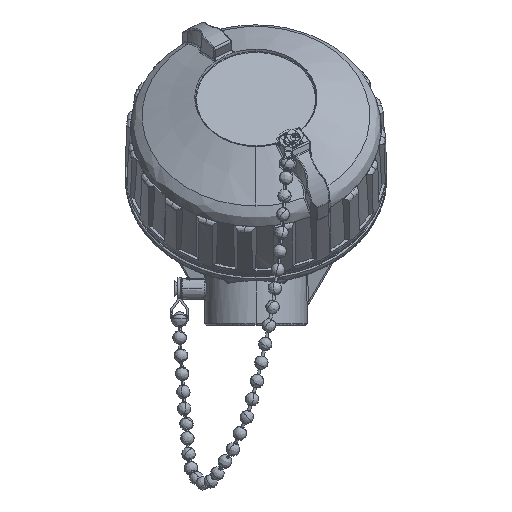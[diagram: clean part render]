
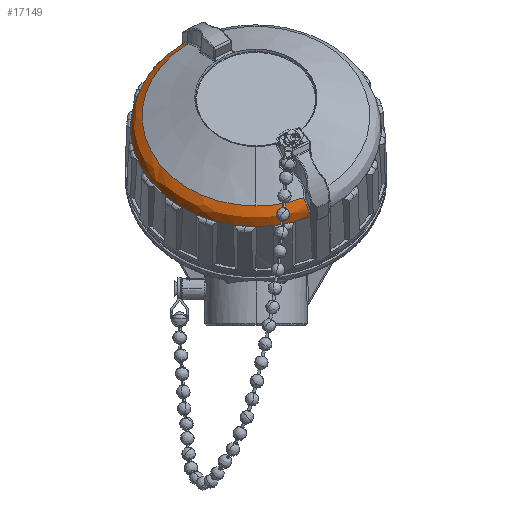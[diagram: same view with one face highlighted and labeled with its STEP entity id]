
A CAD part, left-side view. The second image highlights one B-rep face of the part: STEP entity #17149.
In plain terms, the highlighted free-form (B-spline) face has degree [3, 3] with [4, 4] control points.
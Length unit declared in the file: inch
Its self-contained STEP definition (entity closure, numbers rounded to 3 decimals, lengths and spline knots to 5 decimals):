
#568 = CARTESIAN_POINT ( 'NONE',  ( -4.21052, -0.71957, -0.67803 ) ) ;
#749 = CARTESIAN_POINT ( 'NONE',  ( -2.53168, 0.98094, 1.56957 ) ) ;
#1210 = DIRECTION ( 'NONE',  ( -0.317, 0.857, -0.406 ) ) ;
#2487 = CARTESIAN_POINT ( 'NONE',  ( -3.28159, 0.00015, 0.48508 ) ) ;
#3056 = CARTESIAN_POINT ( 'NONE',  ( -5.08455, 1.75743, -1.50354 ) ) ;
#4378 = EDGE_CURVE ( 'NONE', #13037, #24448, #40735, .T. ) ;
#4671 = CARTESIAN_POINT ( 'NONE',  ( -4.32147, -0.64442, -0.46903 ) ) ;
#5531 = CARTESIAN_POINT ( 'NONE',  ( -3.28159, 0.00015, 0.48508 ) ) ;
#5763 = CARTESIAN_POINT ( 'NONE',  ( -4.25524, -0.70306, -0.63649 ) ) ;
#6848 = DIRECTION ( 'NONE',  ( 0.788, 0., -0.616 ) ) ;
#6887 = CARTESIAN_POINT ( 'NONE',  ( -4.1902, -0.74635, -0.67789 ) ) ;
#7108 = CARTESIAN_POINT ( 'NONE',  ( -3.47807, 0.00015, 0.63859 ) ) ;
#7253 = VERTEX_POINT ( 'NONE', #36402 ) ;
#9604 = CARTESIAN_POINT ( 'NONE',  ( -4.31916, -0.62899, -0.43796 ) ) ;
#10039 = EDGE_CURVE ( 'NONE', #38981, #7253, #37656, .T. ) ;
#10166 = CARTESIAN_POINT ( 'NONE',  ( -4.30438, -0.67873, -0.41903 ) ) ;
#10345 = ORIENTED_EDGE ( 'NONE', *, *, #47935, .T. ) ;
#10362 = AXIS2_PLACEMENT_3D ( 'NONE', #48462, #6848, #52280 ) ;
#10446 = CARTESIAN_POINT ( 'NONE',  ( -4.31303, -0.72009, -0.51604 ) ) ;
#10650 = DIRECTION ( 'NONE',  ( -0.528, -0.515, -0.675 ) ) ;
#10742 = VERTEX_POINT ( 'NONE', #22355 ) ;
#10924 = CARTESIAN_POINT ( 'NONE',  ( -4.29982, 0.00015, -0.8182 ) ) ;
#10979 = CARTESIAN_POINT ( 'NONE',  ( -2.44981, 0.9541, 1.54972 ) ) ;
#11509 = AXIS2_PLACEMENT_3D ( 'NONE', #2487, #31244, #1210 ) ;
#12536 = B_SPLINE_CURVE_WITH_KNOTS ( 'NONE', 3,
 ( #25217, #25484, #33961, #42197, #4671, #50658 ),
 .UNSPECIFIED., .F., .F.,
 ( 4, 2, 4 ),
 ( 0., 0.5, 1. ),
 .UNSPECIFIED. ) ;
#13037 = VERTEX_POINT ( 'NONE', #9604 ) ;
#13197 = DIRECTION ( 'NONE',  ( -0.317, 0.857, -0.406 ) ) ;
#14567 = CARTESIAN_POINT ( 'NONE',  ( -2.68004, 0.94216, 1.59505 ) ) ;
#14615 = VERTEX_POINT ( 'NONE', #26595 ) ;
#15090 = CARTESIAN_POINT ( 'NONE',  ( -3.65095, 3.00547, 0.41731 ) ) ;
#17149 = ADVANCED_FACE ( 'NONE', ( #48231 ), #35909, .T. ) ;
#17806 = CARTESIAN_POINT ( 'NONE',  ( -4.24465, -0.70897, -0.64696 ) ) ;
#18090 = CARTESIAN_POINT ( 'NONE',  ( -2.74175, 0.91221, 1.58103 ) ) ;
#18346 = DIRECTION ( 'NONE',  ( 0.788, 0., -0.616 ) ) ;
#18665 = CARTESIAN_POINT ( 'NONE',  ( -5.03159, 1.65652, -1.34983 ) ) ;
#19206 = CARTESIAN_POINT ( 'NONE',  ( -5.06937, 1.81744, -1.63142 ) ) ;
#20895 = CARTESIAN_POINT ( 'NONE',  ( -4.40407, 0.00015, -0.54663 ) ) ;
#21059 = EDGE_CURVE ( 'NONE', #47980, #10742, #43118, .T. ) ;
#21552 = CARTESIAN_POINT ( 'NONE',  ( -2.47327, 0.9778, 1.54554 ) ) ;
#21825 = CARTESIAN_POINT ( 'NONE',  ( -2.54729, 0.98255, 1.57226 ) ) ;
#22355 = CARTESIAN_POINT ( 'NONE',  ( -4.26496, -0.69569, -0.62626 ) ) ;
#22523 = CARTESIAN_POINT ( 'NONE',  ( -2.74175, 0.91221, 1.58103 ) ) ;
#24448 = VERTEX_POINT ( 'NONE', #20895 ) ;
#25217 = CARTESIAN_POINT ( 'NONE',  ( -4.26496, -0.69569, -0.62626 ) ) ;
#25484 = CARTESIAN_POINT ( 'NONE',  ( -4.28493, -0.68995, -0.59721 ) ) ;
#26373 = CARTESIAN_POINT ( 'NONE',  ( -2.61389, 0.96618, 1.59224 ) ) ;
#26595 = CARTESIAN_POINT ( 'NONE',  ( -2.46037, 0.97794, 1.5362 ) ) ;
#26643 = CARTESIAN_POINT ( 'NONE',  ( -2.57996, 0.97589, 1.58505 ) ) ;
#26884 = CARTESIAN_POINT ( 'NONE',  ( -2.53499, 0.95197, 1.61244 ) ) ;
#27682 = CARTESIAN_POINT ( 'NONE',  ( -3.47169, 3.30483, 0.24176 ) ) ;
#27965 = CARTESIAN_POINT ( 'NONE',  ( -2.72163, 0.86769, 1.60678 ) ) ;
#28815 = B_SPLINE_CURVE_WITH_KNOTS ( 'NONE', 3,
 ( #34423, #21552, #42910, #38261, #749, #21825 ),
 .UNSPECIFIED., .F., .F.,
 ( 4, 2, 4 ),
 ( -0.00027, 0.00093, 0.00213 ),
 .UNSPECIFIED. ) ;
#29270 = ORIENTED_EDGE ( 'NONE', *, *, #52007, .T. ) ;
#30777 = CIRCLE ( 'NONE', #11509, 1.65388 ) ;
#31244 = DIRECTION ( 'NONE',  ( 0.788, 0., -0.616 ) ) ;
#31770 = ORIENTED_EDGE ( 'NONE', *, *, #10039, .T. ) ;
#31805 = CARTESIAN_POINT ( 'NONE',  ( -4.2715, -0.74468, -0.61019 ) ) ;
#33288 = ORIENTED_EDGE ( 'NONE', *, *, #21059, .T. ) ;
#33961 = CARTESIAN_POINT ( 'NONE',  ( -4.29982, -0.68105, -0.56565 ) ) ;
#34423 = CARTESIAN_POINT ( 'NONE',  ( -2.46037, 0.97794, 1.5362 ) ) ;
#35909 =( BOUNDED_SURFACE ( )  B_SPLINE_SURFACE ( 3, 3, ( 
 ( #27965, #15090, #18665, #10166 ),
 ( #43862, #52592, #3056, #10446 ),
 ( #26884, #40584, #19206, #31805 ),
 ( #10979, #27682, #44399, #6887 ) ),
 .UNSPECIFIED., .F., .F., .T. ) 
 B_SPLINE_SURFACE_WITH_KNOTS ( ( 4, 4 ),
 ( 4, 4 ),
 ( 0., 1. ),
 ( 0., 1. ),
 .UNSPECIFIED. ) 
 GEOMETRIC_REPRESENTATION_ITEM ( )  RATIONAL_B_SPLINE_SURFACE ( (
 ( 1., 0.382, 0.382, 1.),
 ( 0.916, 0.35, 0.35, 0.916),
 ( 0.916, 0.35, 0.35, 0.916),
 ( 1., 0.382, 0.382, 1.) ) ) 
 REPRESENTATION_ITEM ( '' )  SURFACE ( )  );
#36402 = CARTESIAN_POINT ( 'NONE',  ( -2.54729, 0.98255, 1.57226 ) ) ;
#36565 = EDGE_CURVE ( 'NONE', #14615, #7253, #28815, .T. ) ;
#37656 = B_SPLINE_CURVE_WITH_KNOTS ( 'NONE', 3,
 ( #22523, #43624, #14567, #26373, #26643, #43082 ),
 .UNSPECIFIED., .F., .F.,
 ( 4, 2, 4 ),
 ( 0., 0.5, 1. ),
 .UNSPECIFIED. ) ;
#38261 = CARTESIAN_POINT ( 'NONE',  ( -2.51631, 0.9797, 1.56521 ) ) ;
#38353 = CIRCLE ( 'NONE', #10362, 1.50407 ) ;
#38400 = DIRECTION ( 'NONE',  ( 0.788, 0., -0.616 ) ) ;
#38486 = ORIENTED_EDGE ( 'NONE', *, *, #46038, .F. ) ;
#38499 = VERTEX_POINT ( 'NONE', #10924 ) ;
#38630 = CARTESIAN_POINT ( 'NONE',  ( -4.22236, -0.71719, -0.66767 ) ) ;
#38765 = EDGE_LOOP ( 'NONE', ( #38486, #33288, #10345, #48928, #29270, #31770, #52418, #53313 ) ) ;
#38981 = VERTEX_POINT ( 'NONE', #18090 ) ;
#39862 = EDGE_CURVE ( 'NONE', #38499, #14615, #30777, .T. ) ;
#40474 = AXIS2_PLACEMENT_3D ( 'NONE', #5531, #38400, #13197 ) ;
#40584 = CARTESIAN_POINT ( 'NONE',  ( -3.55459, 3.29745, 0.3074 ) ) ;
#40735 = CIRCLE ( 'NONE', #45954, 1.50407 ) ;
#42197 = CARTESIAN_POINT ( 'NONE',  ( -4.31809, -0.65828, -0.50155 ) ) ;
#42727 = CARTESIAN_POINT ( 'NONE',  ( -4.19822, -0.72002, -0.68815 ) ) ;
#42910 = CARTESIAN_POINT ( 'NONE',  ( -2.4872, 0.97814, 1.55323 ) ) ;
#43071 = CIRCLE ( 'NONE', #40474, 1.65388 ) ;
#43082 = CARTESIAN_POINT ( 'NONE',  ( -2.54729, 0.98255, 1.57226 ) ) ;
#43118 = B_SPLINE_CURVE_WITH_KNOTS ( 'NONE', 3,
 ( #42727, #568, #38630, #17806, #5763, #50664 ),
 .UNSPECIFIED., .F., .F.,
 ( 4, 2, 4 ),
 ( -0.00027, 0.00093, 0.00213 ),
 .UNSPECIFIED. ) ;
#43624 = CARTESIAN_POINT ( 'NONE',  ( -2.71225, 0.92786, 1.59068 ) ) ;
#43862 = CARTESIAN_POINT ( 'NONE',  ( -2.63386, 0.92054, 1.6332 ) ) ;
#44083 = CARTESIAN_POINT ( 'NONE',  ( -4.19822, -0.72002, -0.68815 ) ) ;
#44399 = CARTESIAN_POINT ( 'NONE',  ( -4.98986, 1.82151, -1.7014 ) ) ;
#45954 = AXIS2_PLACEMENT_3D ( 'NONE', #7108, #18346, #10650 ) ;
#46038 = EDGE_CURVE ( 'NONE', #47980, #38499, #43071, .T. ) ;
#47935 = EDGE_CURVE ( 'NONE', #10742, #13037, #12536, .T. ) ;
#47980 = VERTEX_POINT ( 'NONE', #44083 ) ;
#48231 = FACE_OUTER_BOUND ( 'NONE', #38765, .T. ) ;
#48462 = CARTESIAN_POINT ( 'NONE',  ( -3.47807, 0.00015, 0.63859 ) ) ;
#48928 = ORIENTED_EDGE ( 'NONE', *, *, #4378, .T. ) ;
#50658 = CARTESIAN_POINT ( 'NONE',  ( -4.31916, -0.62899, -0.43796 ) ) ;
#50664 = CARTESIAN_POINT ( 'NONE',  ( -4.26496, -0.69569, -0.62626 ) ) ;
#52007 = EDGE_CURVE ( 'NONE', #24448, #38981, #38353, .T. ) ;
#52280 = DIRECTION ( 'NONE',  ( -0.528, -0.515, -0.675 ) ) ;
#52418 = ORIENTED_EDGE ( 'NONE', *, *, #36565, .F. ) ;
#52592 = CARTESIAN_POINT ( 'NONE',  ( -3.6198, 3.18856, 0.37126 ) ) ;
#53313 = ORIENTED_EDGE ( 'NONE', *, *, #39862, .F. ) ;
